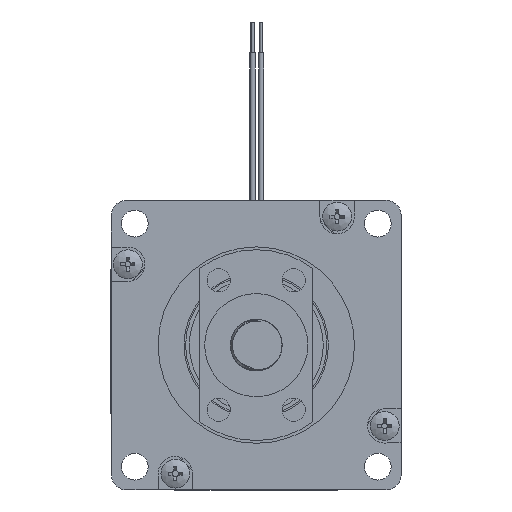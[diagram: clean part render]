
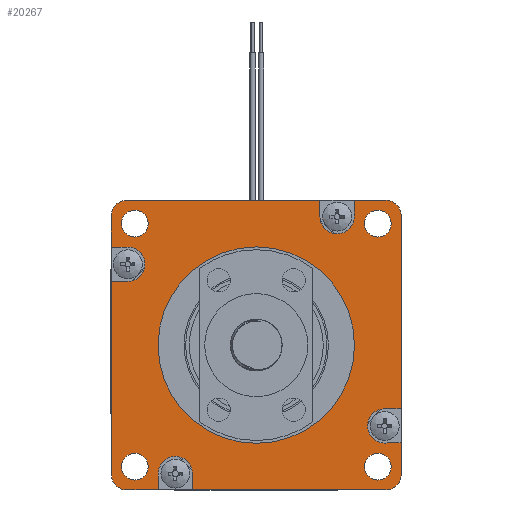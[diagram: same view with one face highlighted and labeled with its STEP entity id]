
A CAD part, left-side view. The second image highlights one B-rep face of the part: STEP entity #20267.
In plain terms, the highlighted face is planar.
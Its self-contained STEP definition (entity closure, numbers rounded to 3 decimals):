
#193=LINE('',#30903,#1860);
#194=LINE('',#30905,#1861);
#195=LINE('',#30909,#1862);
#196=LINE('',#30911,#1863);
#197=LINE('',#30915,#1864);
#198=LINE('',#30917,#1865);
#199=LINE('',#30921,#1866);
#200=LINE('',#30923,#1867);
#201=LINE('',#30927,#1868);
#202=LINE('',#30929,#1869);
#203=LINE('',#30933,#1870);
#204=LINE('',#30935,#1871);
#205=LINE('',#30939,#1872);
#206=LINE('',#30941,#1873);
#207=LINE('',#30945,#1874);
#208=LINE('',#30946,#1875);
#1860=VECTOR('',#24075,3.185);
#1861=VECTOR('',#24076,37.453);
#1862=VECTOR('',#24079,6.122);
#1863=VECTOR('',#24080,2.688);
#1864=VECTOR('',#24083,3.185);
#1865=VECTOR('',#24084,37.453);
#1866=VECTOR('',#24087,6.122);
#1867=VECTOR('',#24088,2.688);
#1868=VECTOR('',#24091,3.185);
#1869=VECTOR('',#24092,37.453);
#1870=VECTOR('',#24095,6.122);
#1871=VECTOR('',#24096,2.688);
#1872=VECTOR('',#24099,3.185);
#1873=VECTOR('',#24100,37.453);
#1874=VECTOR('',#24103,6.122);
#1875=VECTOR('',#24104,2.688);
#3701=PLANE('',#21443);
#4141=FACE_BOUND('',#5510,.T.);
#4142=FACE_BOUND('',#5511,.T.);
#4143=FACE_BOUND('',#5512,.T.);
#4144=FACE_BOUND('',#5513,.T.);
#4145=FACE_BOUND('',#5514,.T.);
#4371=FACE_OUTER_BOUND('',#5509,.T.);
#5509=EDGE_LOOP('',(#13464,#13465,#13466,#13467,#13468,#13469,#13470,#13471,
#13472,#13473,#13474,#13475,#13476,#13477,#13478,#13479,#13480,#13481,#13482,
#13483,#13484,#13485,#13486,#13487));
#5510=EDGE_LOOP('',(#13488));
#5511=EDGE_LOOP('',(#13489));
#5512=EDGE_LOOP('',(#13490));
#5513=EDGE_LOOP('',(#13491));
#5514=EDGE_LOOP('',(#13492));
#6871=CIRCLE('',#21444,3.331);
#6872=CIRCLE('',#21445,3.);
#6873=CIRCLE('',#21446,3.331);
#6874=CIRCLE('',#21447,3.);
#6875=CIRCLE('',#21448,3.331);
#6876=CIRCLE('',#21449,3.);
#6877=CIRCLE('',#21450,3.331);
#6878=CIRCLE('',#21451,3.);
#6879=CIRCLE('',#21452,2.6);
#6880=CIRCLE('',#21453,2.6);
#6881=CIRCLE('',#21454,2.6);
#6882=CIRCLE('',#21455,2.6);
#6883=CIRCLE('',#21456,19.05);
#8273=VERTEX_POINT('',#30899);
#8274=VERTEX_POINT('',#30900);
#8275=VERTEX_POINT('',#30902);
#8276=VERTEX_POINT('',#30904);
#8277=VERTEX_POINT('',#30906);
#8278=VERTEX_POINT('',#30908);
#8279=VERTEX_POINT('',#30910);
#8280=VERTEX_POINT('',#30912);
#8281=VERTEX_POINT('',#30914);
#8282=VERTEX_POINT('',#30916);
#8283=VERTEX_POINT('',#30918);
#8284=VERTEX_POINT('',#30920);
#8285=VERTEX_POINT('',#30922);
#8286=VERTEX_POINT('',#30924);
#8287=VERTEX_POINT('',#30926);
#8288=VERTEX_POINT('',#30928);
#8289=VERTEX_POINT('',#30930);
#8290=VERTEX_POINT('',#30932);
#8291=VERTEX_POINT('',#30934);
#8292=VERTEX_POINT('',#30936);
#8293=VERTEX_POINT('',#30938);
#8294=VERTEX_POINT('',#30940);
#8295=VERTEX_POINT('',#30942);
#8296=VERTEX_POINT('',#30944);
#8297=VERTEX_POINT('',#30947);
#8298=VERTEX_POINT('',#30949);
#8299=VERTEX_POINT('',#30951);
#8300=VERTEX_POINT('',#30953);
#8301=VERTEX_POINT('',#30955);
#10384=EDGE_CURVE('',#8273,#8274,#6871,.T.);
#10385=EDGE_CURVE('',#8275,#8273,#193,.T.);
#10386=EDGE_CURVE('',#8275,#8276,#194,.T.);
#10387=EDGE_CURVE('',#8276,#8277,#6872,.T.);
#10388=EDGE_CURVE('',#8277,#8278,#195,.T.);
#10389=EDGE_CURVE('',#8279,#8278,#196,.T.);
#10390=EDGE_CURVE('',#8280,#8279,#6873,.T.);
#10391=EDGE_CURVE('',#8281,#8280,#197,.T.);
#10392=EDGE_CURVE('',#8281,#8282,#198,.T.);
#10393=EDGE_CURVE('',#8282,#8283,#6874,.T.);
#10394=EDGE_CURVE('',#8283,#8284,#199,.T.);
#10395=EDGE_CURVE('',#8285,#8284,#200,.T.);
#10396=EDGE_CURVE('',#8286,#8285,#6875,.T.);
#10397=EDGE_CURVE('',#8287,#8286,#201,.T.);
#10398=EDGE_CURVE('',#8287,#8288,#202,.T.);
#10399=EDGE_CURVE('',#8288,#8289,#6876,.T.);
#10400=EDGE_CURVE('',#8289,#8290,#203,.T.);
#10401=EDGE_CURVE('',#8291,#8290,#204,.T.);
#10402=EDGE_CURVE('',#8292,#8291,#6877,.T.);
#10403=EDGE_CURVE('',#8293,#8292,#205,.T.);
#10404=EDGE_CURVE('',#8293,#8294,#206,.T.);
#10405=EDGE_CURVE('',#8294,#8295,#6878,.T.);
#10406=EDGE_CURVE('',#8295,#8296,#207,.T.);
#10407=EDGE_CURVE('',#8274,#8296,#208,.T.);
#10408=EDGE_CURVE('',#8297,#8297,#6879,.T.);
#10409=EDGE_CURVE('',#8298,#8298,#6880,.T.);
#10410=EDGE_CURVE('',#8299,#8299,#6881,.T.);
#10411=EDGE_CURVE('',#8300,#8300,#6882,.T.);
#10412=EDGE_CURVE('',#8301,#8301,#6883,.F.);
#13464=ORIENTED_EDGE('',*,*,#10384,.F.);
#13465=ORIENTED_EDGE('',*,*,#10385,.F.);
#13466=ORIENTED_EDGE('',*,*,#10386,.T.);
#13467=ORIENTED_EDGE('',*,*,#10387,.T.);
#13468=ORIENTED_EDGE('',*,*,#10388,.T.);
#13469=ORIENTED_EDGE('',*,*,#10389,.F.);
#13470=ORIENTED_EDGE('',*,*,#10390,.F.);
#13471=ORIENTED_EDGE('',*,*,#10391,.F.);
#13472=ORIENTED_EDGE('',*,*,#10392,.T.);
#13473=ORIENTED_EDGE('',*,*,#10393,.T.);
#13474=ORIENTED_EDGE('',*,*,#10394,.T.);
#13475=ORIENTED_EDGE('',*,*,#10395,.F.);
#13476=ORIENTED_EDGE('',*,*,#10396,.F.);
#13477=ORIENTED_EDGE('',*,*,#10397,.F.);
#13478=ORIENTED_EDGE('',*,*,#10398,.T.);
#13479=ORIENTED_EDGE('',*,*,#10399,.T.);
#13480=ORIENTED_EDGE('',*,*,#10400,.T.);
#13481=ORIENTED_EDGE('',*,*,#10401,.F.);
#13482=ORIENTED_EDGE('',*,*,#10402,.F.);
#13483=ORIENTED_EDGE('',*,*,#10403,.F.);
#13484=ORIENTED_EDGE('',*,*,#10404,.T.);
#13485=ORIENTED_EDGE('',*,*,#10405,.T.);
#13486=ORIENTED_EDGE('',*,*,#10406,.T.);
#13487=ORIENTED_EDGE('',*,*,#10407,.F.);
#13488=ORIENTED_EDGE('',*,*,#10408,.F.);
#13489=ORIENTED_EDGE('',*,*,#10409,.F.);
#13490=ORIENTED_EDGE('',*,*,#10410,.F.);
#13491=ORIENTED_EDGE('',*,*,#10411,.F.);
#13492=ORIENTED_EDGE('',*,*,#10412,.F.);
#20267=ADVANCED_FACE('',(#4371,#4141,#4142,#4143,#4144,#4145),#3701,.F.);
#21443=AXIS2_PLACEMENT_3D('',#30898,#24071,#24072);
#21444=AXIS2_PLACEMENT_3D('',#30901,#24073,#24074);
#21445=AXIS2_PLACEMENT_3D('',#30907,#24077,#24078);
#21446=AXIS2_PLACEMENT_3D('',#30913,#24081,#24082);
#21447=AXIS2_PLACEMENT_3D('',#30919,#24085,#24086);
#21448=AXIS2_PLACEMENT_3D('',#30925,#24089,#24090);
#21449=AXIS2_PLACEMENT_3D('',#30931,#24093,#24094);
#21450=AXIS2_PLACEMENT_3D('',#30937,#24097,#24098);
#21451=AXIS2_PLACEMENT_3D('',#30943,#24101,#24102);
#21452=AXIS2_PLACEMENT_3D('',#30948,#24105,#24106);
#21453=AXIS2_PLACEMENT_3D('',#30950,#24107,#24108);
#21454=AXIS2_PLACEMENT_3D('',#30952,#24109,#24110);
#21455=AXIS2_PLACEMENT_3D('',#30954,#24111,#24112);
#21456=AXIS2_PLACEMENT_3D('',#30956,#24113,#24114);
#24071=DIRECTION('center_axis',(0.,-1.,0.));
#24072=DIRECTION('ref_axis',(0.,0.,-1.));
#24073=DIRECTION('center_axis',(0.,1.,0.));
#24074=DIRECTION('ref_axis',(-1.,0.,0.));
#24075=DIRECTION('',(-1.,0.,0.));
#24076=DIRECTION('',(0.,0.,-1.));
#24077=DIRECTION('center_axis',(0.,1.,0.));
#24078=DIRECTION('ref_axis',(0.,0.,1.));
#24079=DIRECTION('',(-1.,0.,0.));
#24080=DIRECTION('',(0.,0.,-1.));
#24081=DIRECTION('center_axis',(0.,1.,0.));
#24082=DIRECTION('ref_axis',(0.,0.,1.));
#24083=DIRECTION('',(0.,0.,1.));
#24084=DIRECTION('',(-1.,0.,0.));
#24085=DIRECTION('center_axis',(0.,1.,0.));
#24086=DIRECTION('ref_axis',(0.,0.,-1.));
#24087=DIRECTION('',(0.,0.,1.));
#24088=DIRECTION('',(-1.,0.,0.));
#24089=DIRECTION('center_axis',(0.,1.,0.));
#24090=DIRECTION('ref_axis',(1.,0.,0.));
#24091=DIRECTION('',(1.,0.,0.));
#24092=DIRECTION('',(0.,0.,1.));
#24093=DIRECTION('center_axis',(0.,1.,0.));
#24094=DIRECTION('ref_axis',(0.,0.,1.));
#24095=DIRECTION('',(1.,0.,0.));
#24096=DIRECTION('',(0.,0.,1.));
#24097=DIRECTION('center_axis',(0.,1.,0.));
#24098=DIRECTION('ref_axis',(0.,0.,-1.));
#24099=DIRECTION('',(0.,0.,-1.));
#24100=DIRECTION('',(1.,0.,0.));
#24101=DIRECTION('center_axis',(0.,1.,0.));
#24102=DIRECTION('ref_axis',(0.,0.,1.));
#24103=DIRECTION('',(0.,0.,-1.));
#24104=DIRECTION('',(1.,0.,0.));
#24105=DIRECTION('center_axis',(0.,1.,0.));
#24106=DIRECTION('ref_axis',(0.,0.,1.));
#24107=DIRECTION('center_axis',(0.,1.,0.));
#24108=DIRECTION('ref_axis',(0.,0.,-1.));
#24109=DIRECTION('center_axis',(0.,1.,0.));
#24110=DIRECTION('ref_axis',(0.,0.,1.));
#24111=DIRECTION('center_axis',(0.,1.,0.));
#24112=DIRECTION('ref_axis',(0.,0.,-1.));
#24113=DIRECTION('center_axis',(0.,-1.,0.));
#24114=DIRECTION('ref_axis',(0.,0.,-1.));
#30898=CARTESIAN_POINT('Origin',(-25.1,5.1,-25.1));
#30899=CARTESIAN_POINT('',(24.915,5.1,12.353));
#30900=CARTESIAN_POINT('',(25.412,5.1,18.978));
#30901=CARTESIAN_POINT('Origin',(24.915,5.1,15.684));
#30902=CARTESIAN_POINT('',(28.1,5.1,12.353));
#30903=CARTESIAN_POINT('',(28.1,5.1,12.353));
#30904=CARTESIAN_POINT('',(28.1,5.1,-25.1));
#30905=CARTESIAN_POINT('',(28.1,5.1,12.353));
#30906=CARTESIAN_POINT('',(25.1,5.1,-28.1));
#30907=CARTESIAN_POINT('Origin',(25.1,5.1,-25.1));
#30908=CARTESIAN_POINT('',(18.978,5.1,-28.1));
#30909=CARTESIAN_POINT('',(25.1,5.1,-28.1));
#30910=CARTESIAN_POINT('',(18.978,5.1,-25.412));
#30911=CARTESIAN_POINT('',(18.978,5.1,-25.412));
#30912=CARTESIAN_POINT('',(12.353,5.1,-24.915));
#30913=CARTESIAN_POINT('Origin',(15.684,5.1,-24.915));
#30914=CARTESIAN_POINT('',(12.353,5.1,-28.1));
#30915=CARTESIAN_POINT('',(12.353,5.1,-28.1));
#30916=CARTESIAN_POINT('',(-25.1,5.1,-28.1));
#30917=CARTESIAN_POINT('',(12.353,5.1,-28.1));
#30918=CARTESIAN_POINT('',(-28.1,5.1,-25.1));
#30919=CARTESIAN_POINT('Origin',(-25.1,5.1,-25.1));
#30920=CARTESIAN_POINT('',(-28.1,5.1,-18.978));
#30921=CARTESIAN_POINT('',(-28.1,5.1,-25.1));
#30922=CARTESIAN_POINT('',(-25.412,5.1,-18.978));
#30923=CARTESIAN_POINT('',(-25.412,5.1,-18.978));
#30924=CARTESIAN_POINT('',(-24.915,5.1,-12.353));
#30925=CARTESIAN_POINT('Origin',(-24.915,5.1,-15.684));
#30926=CARTESIAN_POINT('',(-28.1,5.1,-12.353));
#30927=CARTESIAN_POINT('',(-28.1,5.1,-12.353));
#30928=CARTESIAN_POINT('',(-28.1,5.1,25.1));
#30929=CARTESIAN_POINT('',(-28.1,5.1,-12.353));
#30930=CARTESIAN_POINT('',(-25.1,5.1,28.1));
#30931=CARTESIAN_POINT('Origin',(-25.1,5.1,25.1));
#30932=CARTESIAN_POINT('',(-18.978,5.1,28.1));
#30933=CARTESIAN_POINT('',(-25.1,5.1,28.1));
#30934=CARTESIAN_POINT('',(-18.978,5.1,25.412));
#30935=CARTESIAN_POINT('',(-18.978,5.1,25.412));
#30936=CARTESIAN_POINT('',(-12.353,5.1,24.915));
#30937=CARTESIAN_POINT('Origin',(-15.684,5.1,24.915));
#30938=CARTESIAN_POINT('',(-12.353,5.1,28.1));
#30939=CARTESIAN_POINT('',(-12.353,5.1,28.1));
#30940=CARTESIAN_POINT('',(25.1,5.1,28.1));
#30941=CARTESIAN_POINT('',(-12.353,5.1,28.1));
#30942=CARTESIAN_POINT('',(28.1,5.1,25.1));
#30943=CARTESIAN_POINT('Origin',(25.1,5.1,25.1));
#30944=CARTESIAN_POINT('',(28.1,5.1,18.978));
#30945=CARTESIAN_POINT('',(28.1,5.1,25.1));
#30946=CARTESIAN_POINT('',(25.412,5.1,18.978));
#30947=CARTESIAN_POINT('',(-23.57,5.1,-20.97));
#30948=CARTESIAN_POINT('Origin',(-23.57,5.1,-23.57));
#30949=CARTESIAN_POINT('',(23.57,5.1,-26.17));
#30950=CARTESIAN_POINT('Origin',(23.57,5.1,-23.57));
#30951=CARTESIAN_POINT('',(23.57,5.1,26.17));
#30952=CARTESIAN_POINT('Origin',(23.57,5.1,23.57));
#30953=CARTESIAN_POINT('',(-23.57,5.1,20.97));
#30954=CARTESIAN_POINT('Origin',(-23.57,5.1,23.57));
#30955=CARTESIAN_POINT('',(0.,5.1,-19.05));
#30956=CARTESIAN_POINT('Origin',(0.,5.1,0.));
